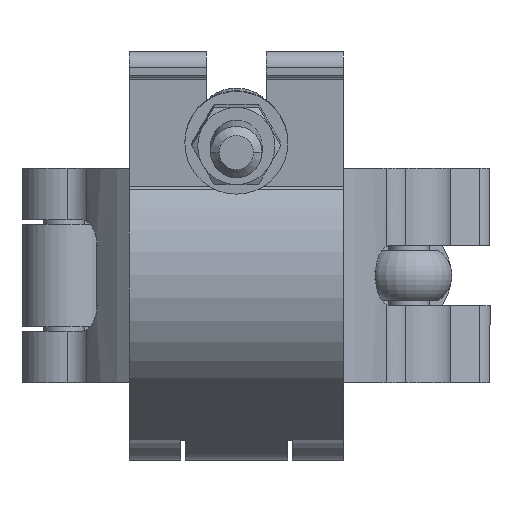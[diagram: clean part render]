
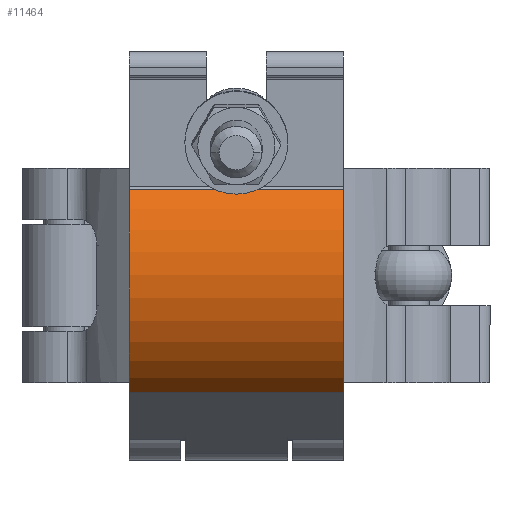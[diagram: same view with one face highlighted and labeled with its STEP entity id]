
A CAD part, front view. The second image highlights one B-rep face of the part: STEP entity #11464.
In plain terms, the highlighted cylindrical face has radius 33.1 mm (diameter 66.2 mm), a partial arc.
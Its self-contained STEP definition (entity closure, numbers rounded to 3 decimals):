
#16 = DIRECTION ( 'NONE',  ( -1., 0., 0. ) ) ;
#146 = ORIENTED_EDGE ( 'NONE', *, *, #3249, .F. ) ;
#1669 = VERTEX_POINT ( 'NONE', #9026 ) ;
#2373 = CIRCLE ( 'NONE', #8704, 33.1 ) ;
#2955 = DIRECTION ( 'NONE',  ( 1., 0., 0. ) ) ;
#3249 = EDGE_CURVE ( 'NONE', #8032, #12423, #6108, .T. ) ;
#3472 = EDGE_CURVE ( 'NONE', #1669, #10253, #15306, .T. ) ;
#3665 = ORIENTED_EDGE ( 'NONE', *, *, #3472, .T. ) ;
#4360 = CARTESIAN_POINT ( 'NONE',  ( 24.95, 31.477, -56.044 ) ) ;
#4526 = AXIS2_PLACEMENT_3D ( 'NONE', #9307, #5191, #12942 ) ;
#4885 = VECTOR ( 'NONE', #9674, 1000. ) ;
#5191 = DIRECTION ( 'NONE',  ( 1., 0., 0. ) ) ;
#5385 = DIRECTION ( 'NONE',  ( 0., 0., -1. ) ) ;
#5800 = CYLINDRICAL_SURFACE ( 'NONE', #11042, 33.1 ) ;
#6108 = LINE ( 'NONE', #12983, #16122 ) ;
#6308 = EDGE_LOOP ( 'NONE', ( #15433, #146, #12481, #3665 ) ) ;
#6471 = DIRECTION ( 'NONE',  ( -1., 0., 0. ) ) ;
#6502 = EDGE_CURVE ( 'NONE', #1669, #8032, #2373, .T. ) ;
#6617 = FACE_OUTER_BOUND ( 'NONE', #6308, .T. ) ;
#6860 = EDGE_CURVE ( 'NONE', #10253, #12423, #11967, .T. ) ;
#7484 = CARTESIAN_POINT ( 'NONE',  ( 24.95, 26.415, -8.218 ) ) ;
#7779 = CARTESIAN_POINT ( 'NONE',  ( 24.95, 6.327, -34.525 ) ) ;
#8032 = VERTEX_POINT ( 'NONE', #7484 ) ;
#8704 = AXIS2_PLACEMENT_3D ( 'NONE', #13372, #2955, #5385 ) ;
#9026 = CARTESIAN_POINT ( 'NONE',  ( 24.95, 31.477, -56.044 ) ) ;
#9114 = DIRECTION ( 'NONE',  ( 0., 0., 1. ) ) ;
#9307 = CARTESIAN_POINT ( 'NONE',  ( -24.95, 6.327, -34.525 ) ) ;
#9674 = DIRECTION ( 'NONE',  ( -1., 0., 0. ) ) ;
#10253 = VERTEX_POINT ( 'NONE', #16086 ) ;
#11042 = AXIS2_PLACEMENT_3D ( 'NONE', #7779, #16, #9114 ) ;
#11464 = ADVANCED_FACE ( 'NONE', ( #6617 ), #5800, .T. ) ;
#11967 = CIRCLE ( 'NONE', #4526, 33.1 ) ;
#12423 = VERTEX_POINT ( 'NONE', #12632 ) ;
#12481 = ORIENTED_EDGE ( 'NONE', *, *, #6502, .F. ) ;
#12632 = CARTESIAN_POINT ( 'NONE',  ( -24.95, 26.415, -8.218 ) ) ;
#12942 = DIRECTION ( 'NONE',  ( 0., 0., -1. ) ) ;
#12983 = CARTESIAN_POINT ( 'NONE',  ( 24.95, 26.415, -8.218 ) ) ;
#13372 = CARTESIAN_POINT ( 'NONE',  ( 24.95, 6.327, -34.525 ) ) ;
#15306 = LINE ( 'NONE', #4360, #4885 ) ;
#15433 = ORIENTED_EDGE ( 'NONE', *, *, #6860, .T. ) ;
#16086 = CARTESIAN_POINT ( 'NONE',  ( -24.95, 31.477, -56.044 ) ) ;
#16122 = VECTOR ( 'NONE', #6471, 1000. ) ;
